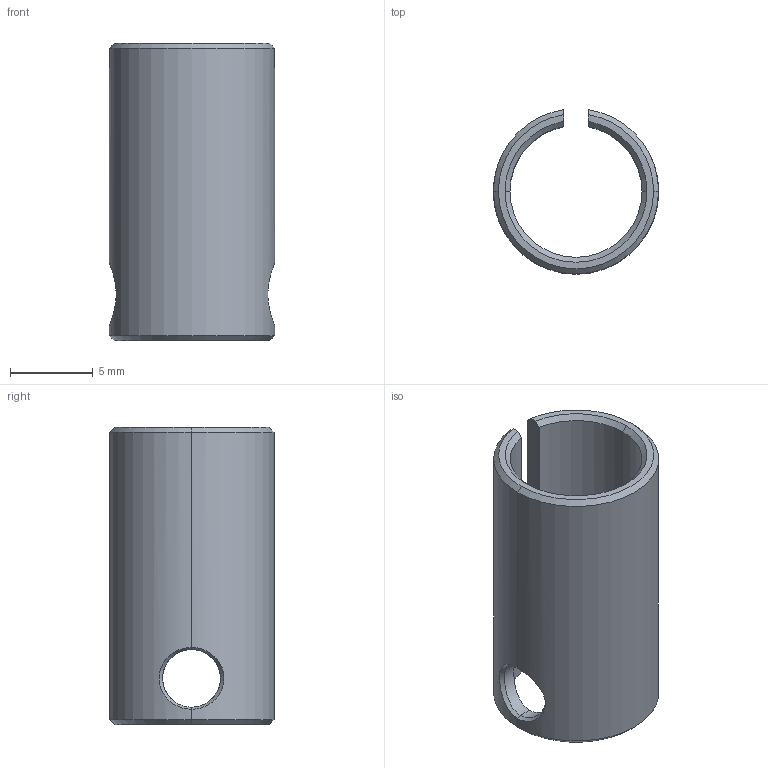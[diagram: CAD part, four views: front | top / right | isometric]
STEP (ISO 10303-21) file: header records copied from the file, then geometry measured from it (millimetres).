
FILE_DESCRIPTION (( 'STEP AP214' ), '1' );
FILE_NAME ('HSHS23G10M-M8M (8x10x18).STEP', '2024-04-29T12:35:04', ( '' ), ( '' ), 'SwSTEP 2.0', 'SolidWorks 2023', '' );
FILE_SCHEMA (( 'AUTOMOTIVE_DESIGN' ));
Length unit declared in the file: millimetre
Products named in the file (1): HSHS23G10M-M8M (8x10x18)
Bounding box: 10 x 9.94 x 18 mm (x, y, z)
Volume: 456.8 mm3; surface area: 1014.8 mm2
Topology: 1 solids, 1 shells, 30 faces, 80 edges, 48 vertices
Faces by surface type: cone 12, cylinder 10, bspline 4, plane 4
Entity records: 4030 total; most frequent: CARTESIAN_POINT 3306, ORIENTED_EDGE 160, DIRECTION 130, EDGE_CURVE 80, AXIS2_PLACEMENT_3D 51, VERTEX_POINT 48, ADVANCED_FACE 30, EDGE_LOOP 30
